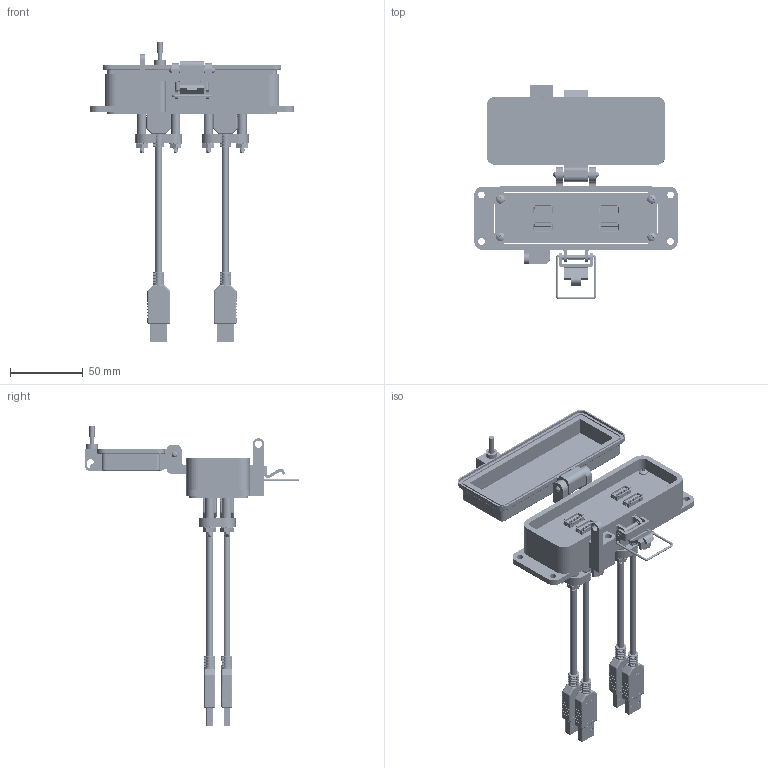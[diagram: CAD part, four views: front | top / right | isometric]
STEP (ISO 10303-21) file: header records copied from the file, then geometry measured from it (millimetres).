
FILE_DESCRIPTION (( 'STEP AP214' ), '1' );
FILE_NAME ('P-P11#4-H3RX_3D.STEP', '2017-10-16T16:09:29', ( '' ), ( '' ), 'SwSTEP 2.0', 'SolidWorks 2017', '' );
FILE_SCHEMA (( 'AUTOMOTIVE_DESIGN' ));
Length unit declared in the file: millimetre
Products named in the file (12): P-P11#4-H3RX_FP; P-P11#4-H3RX_TP2; P-P11#4-H3RX_TP1; Z_001_SPR114_94639A210; Z_000_632134FH_91771A156; P11; Z-020-3047; P-P11#4-H3RX_BP; P-P11#4-H3RX_3D; 92005A124_METRIC PAN HEAD PHILLIPS MACHINE SCREW_92005A124; H-X-H3; Z_002_632516HN_90675A007
Assembly tree (38 placements, depth 3):
  P-P11#4-H3RX_3D
    P-P11#4-H3RX_BP
    P11  x4
      Z-020-3047
    Z_000_632134FH_91771A156  x8
    Z_001_SPR114_94639A210  x8
    P-P11#4-H3RX_TP1
    P-P11#4-H3RX_TP2
    P-P11#4-H3RX_FP
    Z_002_632516HN_90675A007  x8
    H-X-H3
    92005A124_METRIC PAN HEAD PHILLIPS MACHINE SCREW_92005A124  x4
Bounding box: 140 x 147.61 x 205.72 mm (x, y, z)
Volume: 153857.3 mm3; surface area: 131120.5 mm2
Topology: 64 solids, 64 shells, 7442 faces, 21307 edges, 13983 vertices
Faces by surface type: cylinder 3573, plane 3005, bspline 468, cone 372, torus 16, sphere 8
Entity records: 92515 total; most frequent: CARTESIAN_POINT 27045, ORIENTED_EDGE 11456, DIRECTION 9355, EDGE_CURVE 5728, VERTEX_POINT 3774, VECTOR 3291, LINE 3291, AXIS2_PLACEMENT_3D 3032
